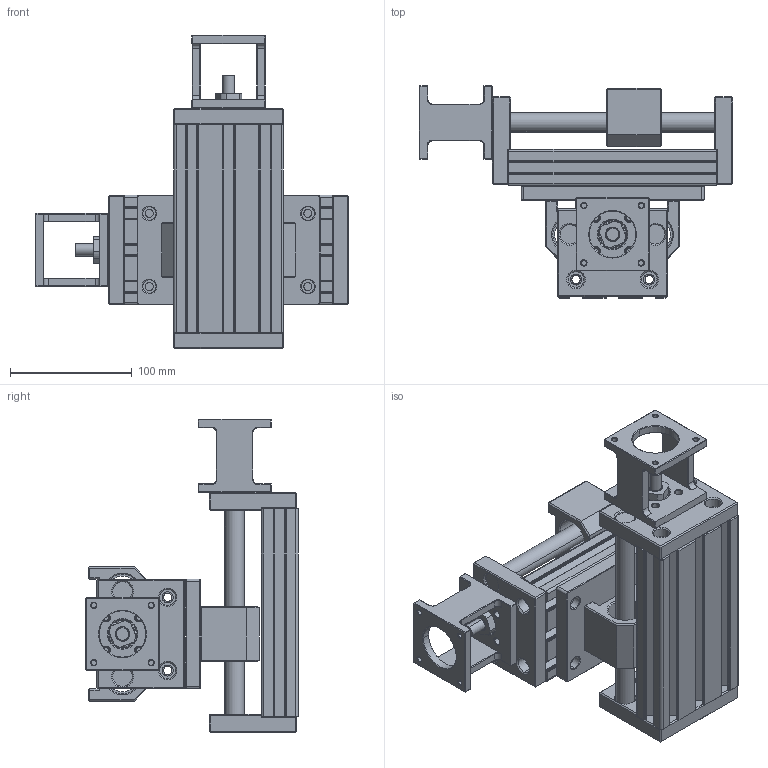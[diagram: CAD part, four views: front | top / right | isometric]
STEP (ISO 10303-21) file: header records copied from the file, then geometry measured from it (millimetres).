
FILE_DESCRIPTION (( 'STEP AP214' ), '1' );
FILE_NAME ('潠眢90坋趼郪磁.step', '2023-07-04T01:01:18', ( '' ), ( '' ), 'SwSTEP 2.0', 'SolidWorks 2020', '' );
FILE_SCHEMA (( 'AUTOMOTIVE_DESIGN' ));
Length unit declared in the file: millimetre
Products named in the file (12): JY90萇儂釱; JY90賑雄啣; JY90萇儂啣; 16嫖粣; deep groove ball bearings gb_Rolling bearings 6001 GB 276-94; JY90; 简易90滑块-简易90本体连接板; JY90盓傅啣; 3090臏倰第; 潠眢90坋趼郪磁; M12坶蹟簽; 16佪裝
Assembly tree (15 placements, depth 3):
  潠眢90坋趼郪磁
    JY90  x2
      3090臏倰第
      JY90萇儂啣
      deep groove ball bearings gb_Rolling bearings 6001 GB 276-94
      16佪裝
      M12坶蹟簽
      JY90萇儂釱
      JY90盓傅啣
      16嫖粣
      JY90賑雄啣
    简易90滑块-简易90本体连接板
Bounding box: 257 x 174 x 257 mm (x, y, z)
Volume: 1316103.1 mm3; surface area: 567788.5 mm2
Topology: 25 solids, 25 shells, 2228 faces, 6860 edges, 4374 vertices
Faces by surface type: plane 746, cylinder 640, cone 356, torus 318, sphere 168
Entity records: 31428 total; most frequent: CARTESIAN_POINT 6446, DIRECTION 5196, ORIENTED_EDGE 4992, EDGE_CURVE 2496, AXIS2_PLACEMENT_3D 1926, VERTEX_POINT 1560, VECTOR 1344, LINE 1344
